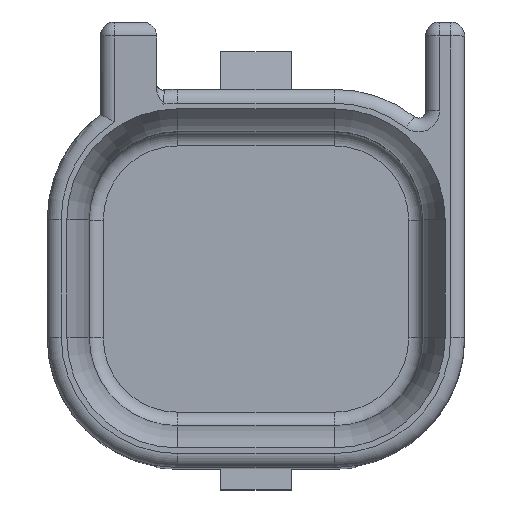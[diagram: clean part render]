
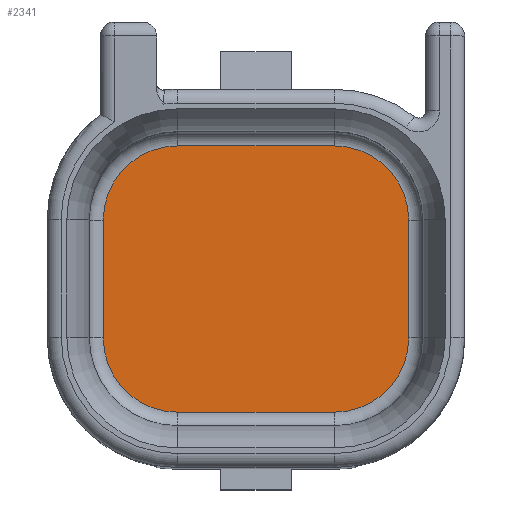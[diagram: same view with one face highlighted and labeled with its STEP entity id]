
A CAD part, top view. The second image highlights one B-rep face of the part: STEP entity #2341.
In plain terms, the highlighted planar face has unit normal (0, 0, 1).
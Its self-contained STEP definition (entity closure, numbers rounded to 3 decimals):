
#59=PLANE('',#2538);
#146=FACE_OUTER_BOUND('',#299,.T.);
#299=EDGE_LOOP('',(#1669,#1670,#1671,#1672,#1673,#1674,#1675,#1676));
#489=LINE('',#4072,#655);
#490=LINE('',#4076,#656);
#491=LINE('',#4080,#657);
#492=LINE('',#4084,#658);
#655=VECTOR('',#2922,10.);
#656=VECTOR('',#2925,10.);
#657=VECTOR('',#2928,10.);
#658=VECTOR('',#2931,10.);
#836=CIRCLE('',#2539,2.65);
#837=CIRCLE('',#2540,2.65);
#838=CIRCLE('',#2541,2.65);
#839=CIRCLE('',#2542,2.65);
#1012=VERTEX_POINT('',#4070);
#1013=VERTEX_POINT('',#4071);
#1014=VERTEX_POINT('',#4073);
#1015=VERTEX_POINT('',#4075);
#1016=VERTEX_POINT('',#4077);
#1017=VERTEX_POINT('',#4079);
#1018=VERTEX_POINT('',#4081);
#1019=VERTEX_POINT('',#4083);
#1254=EDGE_CURVE('',#1012,#1013,#489,.T.);
#1255=EDGE_CURVE('',#1014,#1012,#836,.T.);
#1256=EDGE_CURVE('',#1015,#1014,#490,.T.);
#1257=EDGE_CURVE('',#1016,#1015,#837,.T.);
#1258=EDGE_CURVE('',#1017,#1016,#491,.T.);
#1259=EDGE_CURVE('',#1018,#1017,#838,.T.);
#1260=EDGE_CURVE('',#1019,#1018,#492,.T.);
#1261=EDGE_CURVE('',#1013,#1019,#839,.T.);
#1669=ORIENTED_EDGE('',*,*,#1254,.F.);
#1670=ORIENTED_EDGE('',*,*,#1255,.F.);
#1671=ORIENTED_EDGE('',*,*,#1256,.F.);
#1672=ORIENTED_EDGE('',*,*,#1257,.F.);
#1673=ORIENTED_EDGE('',*,*,#1258,.F.);
#1674=ORIENTED_EDGE('',*,*,#1259,.F.);
#1675=ORIENTED_EDGE('',*,*,#1260,.F.);
#1676=ORIENTED_EDGE('',*,*,#1261,.F.);
#2341=ADVANCED_FACE('',(#146),#59,.T.);
#2538=AXIS2_PLACEMENT_3D('',#4069,#2920,#2921);
#2539=AXIS2_PLACEMENT_3D('',#4074,#2923,#2924);
#2540=AXIS2_PLACEMENT_3D('',#4078,#2926,#2927);
#2541=AXIS2_PLACEMENT_3D('',#4082,#2929,#2930);
#2542=AXIS2_PLACEMENT_3D('',#4085,#2932,#2933);
#2920=DIRECTION('center_axis',(0.,0.,1.));
#2921=DIRECTION('ref_axis',(1.,0.,0.));
#2922=DIRECTION('',(1.,0.,0.));
#2923=DIRECTION('center_axis',(0.,0.,-1.));
#2924=DIRECTION('ref_axis',(-0.707,0.707,0.));
#2925=DIRECTION('',(0.,1.,0.));
#2926=DIRECTION('center_axis',(0.,0.,-1.));
#2927=DIRECTION('ref_axis',(-0.707,-0.707,0.));
#2928=DIRECTION('',(-1.,0.,0.));
#2929=DIRECTION('center_axis',(0.,0.,-1.));
#2930=DIRECTION('ref_axis',(0.707,-0.707,0.));
#2931=DIRECTION('',(0.,-1.,0.));
#2932=DIRECTION('center_axis',(0.,0.,-1.));
#2933=DIRECTION('ref_axis',(0.707,0.707,0.));
#4069=CARTESIAN_POINT('Origin',(0.,0.,0.));
#4070=CARTESIAN_POINT('',(-2.8,4.75,0.));
#4071=CARTESIAN_POINT('',(2.8,4.75,0.));
#4072=CARTESIAN_POINT('',(-1.4,4.75,0.));
#4073=CARTESIAN_POINT('',(-5.45,2.1,0.));
#4074=CARTESIAN_POINT('Origin',(-2.8,2.1,0.));
#4075=CARTESIAN_POINT('',(-5.45,-2.1,0.));
#4076=CARTESIAN_POINT('',(-5.45,-1.05,0.));
#4077=CARTESIAN_POINT('',(-2.8,-4.75,0.));
#4078=CARTESIAN_POINT('Origin',(-2.8,-2.1,0.));
#4079=CARTESIAN_POINT('',(2.8,-4.75,0.));
#4080=CARTESIAN_POINT('',(1.4,-4.75,0.));
#4081=CARTESIAN_POINT('',(5.45,-2.1,0.));
#4082=CARTESIAN_POINT('Origin',(2.8,-2.1,0.));
#4083=CARTESIAN_POINT('',(5.45,2.1,0.));
#4084=CARTESIAN_POINT('',(5.45,1.05,0.));
#4085=CARTESIAN_POINT('Origin',(2.8,2.1,0.));
